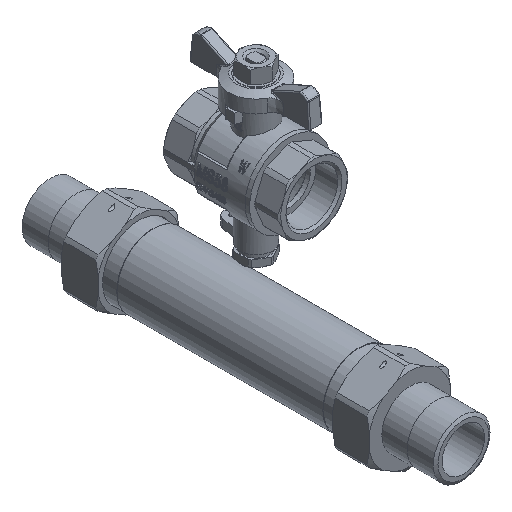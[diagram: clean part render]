
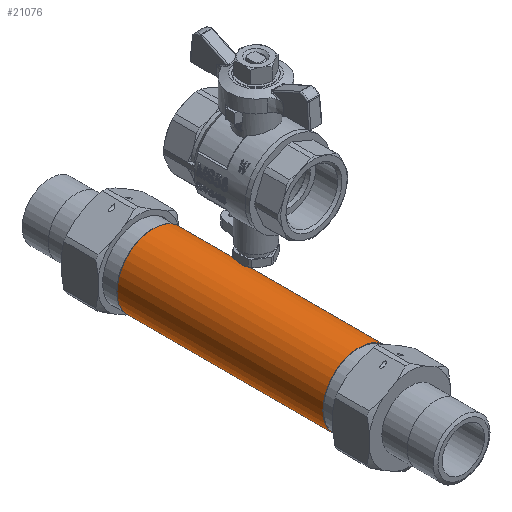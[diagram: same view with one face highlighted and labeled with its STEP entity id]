
A CAD part, isometric view. The second image highlights one B-rep face of the part: STEP entity #21076.
In plain terms, the highlighted cylindrical face has radius 16.85 mm (diameter 33.7 mm), a full revolution.
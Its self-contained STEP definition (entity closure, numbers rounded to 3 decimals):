
#5252=ORIENTED_EDGE('',*,*,#11798,.T.);
#5253=ORIENTED_EDGE('',*,*,#11799,.F.);
#11798=EDGE_CURVE('',#15071,#15071,#17282,.T.);
#11799=EDGE_CURVE('',#15072,#15072,#17283,.T.);
#15071=VERTEX_POINT('',#32763);
#15072=VERTEX_POINT('',#32765);
#17282=CIRCLE('',#22362,16.85);
#17283=CIRCLE('',#22363,16.85);
#17777=EDGE_LOOP('',(#5252));
#17778=EDGE_LOOP('',(#5253));
#19170=FACE_BOUND('',#17777,.T.);
#19171=FACE_BOUND('',#17778,.T.);
#20564=CYLINDRICAL_SURFACE('',#22361,16.85);
#21076=ADVANCED_FACE('',(#19170,#19171),#20564,.T.);
#22361=AXIS2_PLACEMENT_3D('',#32761,#25399,#25400);
#22362=AXIS2_PLACEMENT_3D('',#32762,#25401,#25402);
#22363=AXIS2_PLACEMENT_3D('',#32764,#25403,#25404);
#25399=DIRECTION('',(0.,1.,0.));
#25400=DIRECTION('',(0.,0.,1.));
#25401=DIRECTION('',(0.,1.,0.));
#25402=DIRECTION('',(1.,0.,0.));
#25403=DIRECTION('',(0.,1.,0.));
#25404=DIRECTION('',(0.,0.,-1.));
#32761=CARTESIAN_POINT('',(0.,-65.,0.));
#32762=CARTESIAN_POINT('',(0.,-48.,0.));
#32763=CARTESIAN_POINT('',(16.85,-48.,0.));
#32764=CARTESIAN_POINT('',(0.,48.,0.));
#32765=CARTESIAN_POINT('',(0.,48.,-16.85));
